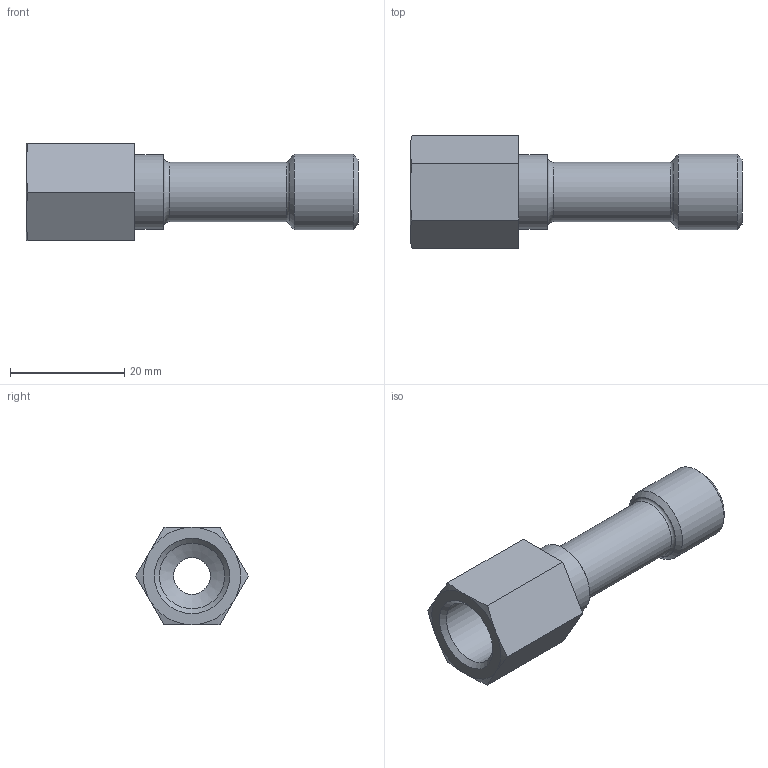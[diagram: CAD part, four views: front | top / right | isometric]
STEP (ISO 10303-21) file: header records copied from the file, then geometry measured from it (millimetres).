
FILE_DESCRIPTION(/* description */ ('STEP AP214'),/* implementation_level */ '2;1');
FILE_NAME(/* name */ '12635_VT-1_4-AJ-P',/* time_stamp */ '2024-09-17T10:47:21+02:00',/* author */ ('License CC BY-ND 4.0'),/* organization */ ('CADENAS'),/* preprocessor_version */ 'ST-DEVELOPER v19.3',/* originating_system */ 'PARTsolutions',/* authorisation */ ' ');
FILE_SCHEMA (('AUTOMOTIVE_DESIGN {1 0 10303 214 3 1 1}'));
Length unit declared in the file: millimetre
Products named in the file (1): 12635 VT-1/4-AJ-P
Bounding box: 58 x 19.63 x 17 mm (x, y, z)
Volume: 5877.9 mm3; surface area: 4385.6 mm2
Topology: 1 solids, 1 shells, 28 faces, 56 edges, 33 vertices
Faces by surface type: plane 11, cone 10, cylinder 5, torus 2
Full cylindrical faces by diameter (mm): 6.4 x1, 10.4 x1, 11.445 x1, 13.1 x1, 13.157 x1
Entity records: 708 total; most frequent: CARTESIAN_POINT 143, DIRECTION 112, ORIENTED_EDGE 90, AXIS2_PLACEMENT_3D 50, EDGE_CURVE 45, EDGE_LOOP 44, FACE_BOUND 44, VERTEX_POINT 33
